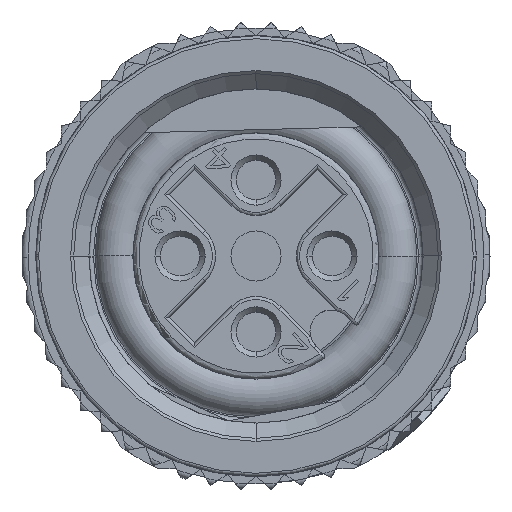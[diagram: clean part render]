
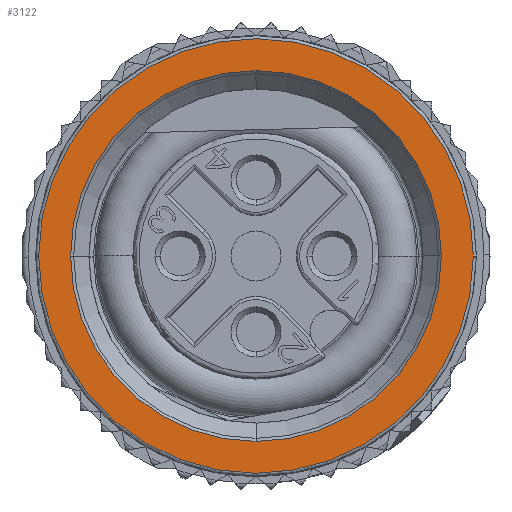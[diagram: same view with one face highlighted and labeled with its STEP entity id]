
A CAD part, front view. The second image highlights one B-rep face of the part: STEP entity #3122.
In plain terms, the highlighted planar face has unit normal (0, -1, 0).
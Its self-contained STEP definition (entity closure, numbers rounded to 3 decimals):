
#3122=ADVANCED_FACE('',(#6363,#6364),#6365,.T.);
#6363=FACE_OUTER_BOUND('',#16128,.T.);
#6364=FACE_BOUND('',#16129,.T.);
#6365=PLANE('',#16130);
#16128=EDGE_LOOP('',(#30743,#30744,#30745,#30746));
#16129=EDGE_LOOP('',(#30747,#30748,#30749,#30750));
#16130=AXIS2_PLACEMENT_3D('',#30751,#30752,#30753);
#30743=ORIENTED_EDGE('',*,*,#35242,.F.);
#30744=ORIENTED_EDGE('',*,*,#33641,.F.);
#30745=ORIENTED_EDGE('',*,*,#35240,.F.);
#30746=ORIENTED_EDGE('',*,*,#33646,.F.);
#30747=ORIENTED_EDGE('',*,*,#35250,.F.);
#30748=ORIENTED_EDGE('',*,*,#33624,.F.);
#30749=ORIENTED_EDGE('',*,*,#33631,.F.);
#30750=ORIENTED_EDGE('',*,*,#35251,.F.);
#30751=CARTESIAN_POINT('',(0.0,-12.4,0.0));
#30752=DIRECTION('',(0.0,-1.0,0.0));
#30753=DIRECTION('',(1.0,0.0,0.0));
#33624=EDGE_CURVE('',#38230,#38228,#38232,.T.);
#33631=EDGE_CURVE('',#38240,#38230,#38242,.T.);
#33641=EDGE_CURVE('',#38258,#38254,#38260,.T.);
#33646=EDGE_CURVE('',#38267,#38263,#38269,.T.);
#35240=EDGE_CURVE('',#38263,#38258,#40559,.T.);
#35242=EDGE_CURVE('',#38254,#38267,#40561,.T.);
#35250=EDGE_CURVE('',#38228,#40570,#40571,.T.);
#35251=EDGE_CURVE('',#40570,#38240,#40572,.T.);
#38228=VERTEX_POINT('',#45114);
#38230=VERTEX_POINT('',#45117);
#38232=CIRCLE('',#45120,6.1);
#38240=VERTEX_POINT('',#45129);
#38242=CIRCLE('',#45132,6.1);
#38254=VERTEX_POINT('',#45144);
#38258=VERTEX_POINT('',#45148);
#38260=CIRCLE('',#45150,7.15);
#38263=VERTEX_POINT('',#45153);
#38267=VERTEX_POINT('',#45157);
#38269=CIRCLE('',#45159,7.15);
#40559=CIRCLE('',#50358,7.15);
#40561=CIRCLE('',#50360,7.15);
#40570=VERTEX_POINT('',#50371);
#40571=CIRCLE('',#50372,6.1);
#40572=CIRCLE('',#50373,6.1);
#45114=CARTESIAN_POINT('',(0.0,-12.4,6.1));
#45117=CARTESIAN_POINT('',(6.1,-12.4,0.0));
#45120=AXIS2_PLACEMENT_3D('',#56378,#56379,#56380);
#45129=CARTESIAN_POINT('',(0.0,-12.4,-6.1));
#45132=AXIS2_PLACEMENT_3D('',#56389,#56390,#56391);
#45144=CARTESIAN_POINT('',(-7.15,-12.4,0.052));
#45148=CARTESIAN_POINT('',(-7.15,-12.4,0.0));
#45150=AXIS2_PLACEMENT_3D('',#56413,#56414,#56415);
#45153=CARTESIAN_POINT('',(7.15,-12.4,-0.052));
#45157=CARTESIAN_POINT('',(7.15,-12.4,0.0));
#45159=AXIS2_PLACEMENT_3D('',#56425,#56426,#56427);
#50358=AXIS2_PLACEMENT_3D('',#58326,#58327,#58328);
#50360=AXIS2_PLACEMENT_3D('',#58329,#58330,#58331);
#50371=CARTESIAN_POINT('',(-6.1,-12.4,0.0));
#50372=AXIS2_PLACEMENT_3D('',#58340,#58341,#58342);
#50373=AXIS2_PLACEMENT_3D('',#58343,#58344,#58345);
#56378=CARTESIAN_POINT('',(0.0,-12.4,0.0));
#56379=DIRECTION('',(0.0,-1.0,0.0));
#56380=DIRECTION('',(1.0,0.0,0.0));
#56389=CARTESIAN_POINT('',(0.0,-12.4,0.0));
#56390=DIRECTION('',(0.0,-1.0,0.0));
#56391=DIRECTION('',(0.0,0.0,-1.0));
#56413=CARTESIAN_POINT('',(0.0,-12.4,0.0));
#56414=DIRECTION('',(0.0,1.0,0.0));
#56415=DIRECTION('',(-1.0,0.0,0.0));
#56425=CARTESIAN_POINT('',(0.0,-12.4,0.0));
#56426=DIRECTION('',(-0.0,1.0,0.0));
#56427=DIRECTION('',(1.0,0.0,0.0));
#58326=CARTESIAN_POINT('',(0.0,-12.4,0.0));
#58327=DIRECTION('',(0.0,1.0,0.0));
#58328=DIRECTION('',(1.,0.0,-0.007));
#58329=CARTESIAN_POINT('',(0.0,-12.4,0.0));
#58330=DIRECTION('',(0.0,1.0,0.0));
#58331=DIRECTION('',(-1.,0.0,0.007));
#58340=CARTESIAN_POINT('',(0.0,-12.4,0.0));
#58341=DIRECTION('',(0.0,-1.0,0.0));
#58342=DIRECTION('',(0.0,0.0,1.0));
#58343=CARTESIAN_POINT('',(0.0,-12.4,0.0));
#58344=DIRECTION('',(0.0,-1.0,0.0));
#58345=DIRECTION('',(-1.0,0.0,0.0));
